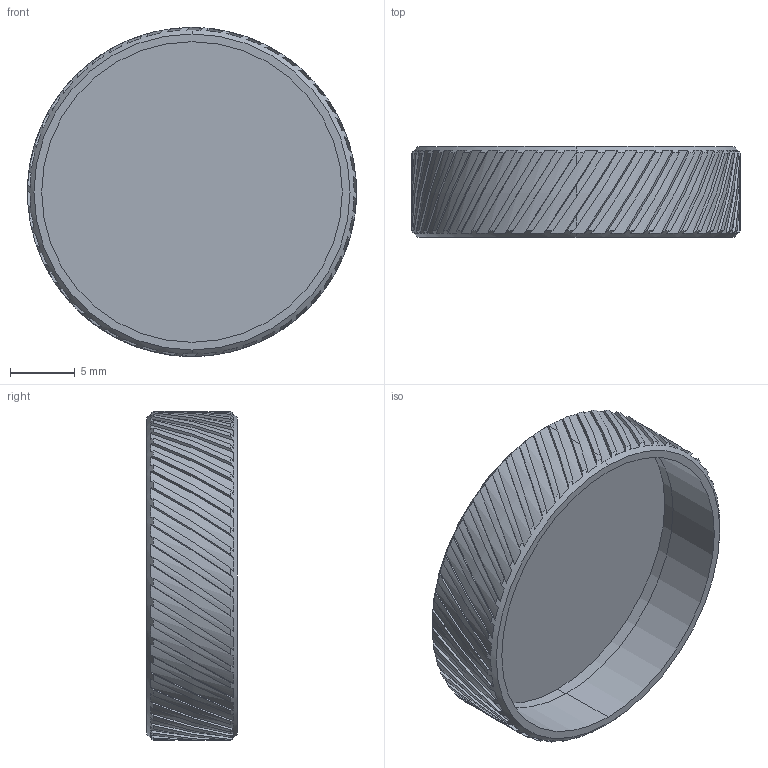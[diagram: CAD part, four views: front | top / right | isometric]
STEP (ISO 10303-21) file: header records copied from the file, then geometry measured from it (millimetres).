
FILE_DESCRIPTION (( 'STEP AP214' ), '1' );
FILE_NAME ('513012.STEP', '2019-09-17T07:48:36', ( '' ), ( '' ), 'SwSTEP 2.0', 'SolidWorks 2016', '' );
FILE_SCHEMA (( 'AUTOMOTIVE_DESIGN' ));
Length unit declared in the file: millimetre
Products named in the file (1): 513012
Bounding box: 25.4 x 7 x 25.4 mm (x, y, z)
Volume: 1133 mm3; surface area: 2087.9 mm2
Topology: 1 solids, 1 shells, 215 faces, 633 edges, 422 vertices
Faces by surface type: cylinder 107, plane 104, cone 4
Entity records: 7479 total; most frequent: CARTESIAN_POINT 2489, ORIENTED_EDGE 1266, DIRECTION 875, EDGE_CURVE 633, AXIS2_PLACEMENT_3D 432, VERTEX_POINT 422, EDGE_LOOP 217, CIRCLE 216
